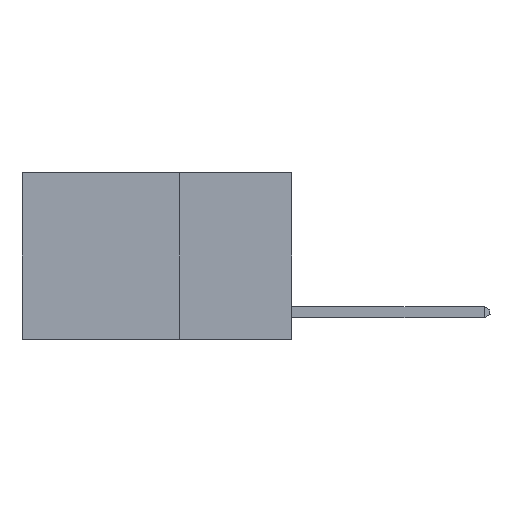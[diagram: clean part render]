
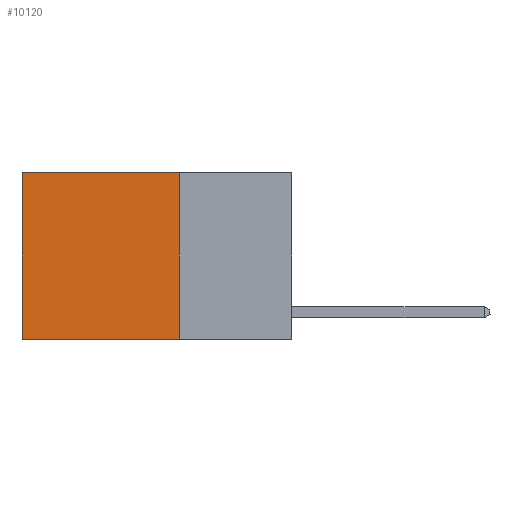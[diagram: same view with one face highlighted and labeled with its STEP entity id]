
A CAD part, left-side view. The second image highlights one B-rep face of the part: STEP entity #10120.
In plain terms, the highlighted planar face has unit normal (-1, 0, 0).
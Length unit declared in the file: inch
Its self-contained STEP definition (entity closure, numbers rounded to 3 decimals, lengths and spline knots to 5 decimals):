
#1507 = EDGE_CURVE ( 'NONE', #26822, #21020, #18796, .T. ) ;
#1585 = CARTESIAN_POINT ( 'NONE',  ( 0.2625, 0.6, 0. ) ) ;
#1699 = VECTOR ( 'NONE', #2498, 39.37008 ) ;
#1705 = PLANE ( 'NONE',  #8906 ) ;
#2498 = DIRECTION ( 'NONE',  ( 0., 0., -1. ) ) ;
#3539 = EDGE_CURVE ( 'NONE', #21924, #21020, #26615, .T. ) ;
#4205 = LINE ( 'NONE', #12686, #10922 ) ;
#5508 = EDGE_CURVE ( 'NONE', #23429, #26822, #19596, .T. ) ;
#5721 = DIRECTION ( 'NONE',  ( 0., 0., -1. ) ) ;
#6294 = CARTESIAN_POINT ( 'NONE',  ( 0.2625, 0.25, 0. ) ) ;
#6502 = VECTOR ( 'NONE', #5721, 39.37008 ) ;
#6847 = CARTESIAN_POINT ( 'NONE',  ( 0.2625, 0.25, 0. ) ) ;
#6900 = VECTOR ( 'NONE', #10150, 39.37008 ) ;
#7578 = ORIENTED_EDGE ( 'NONE', *, *, #1507, .F. ) ;
#8224 = DIRECTION ( 'NONE',  ( 1., 0., 0. ) ) ;
#8906 = AXIS2_PLACEMENT_3D ( 'NONE', #6294, #8224, #18816 ) ;
#9018 = CARTESIAN_POINT ( 'NONE',  ( 0.2625, 0.25, 0. ) ) ;
#9979 = CARTESIAN_POINT ( 'NONE',  ( 0.2625, 0.6, -0.37 ) ) ;
#10120 = ADVANCED_FACE ( 'NONE', ( #17006 ), #1705, .F. ) ;
#10150 = DIRECTION ( 'NONE',  ( 0., 1., 0. ) ) ;
#10922 = VECTOR ( 'NONE', #21144, 39.37008 ) ;
#11731 = ORIENTED_EDGE ( 'NONE', *, *, #3539, .T. ) ;
#12686 = CARTESIAN_POINT ( 'NONE',  ( 0.2625, 0.25, 0. ) ) ;
#13330 = CARTESIAN_POINT ( 'NONE',  ( 0.2625, 0.25, -0.37 ) ) ;
#17006 = FACE_OUTER_BOUND ( 'NONE', #18000, .T. ) ;
#18000 = EDGE_LOOP ( 'NONE', ( #11731, #7578, #22093, #25784 ) ) ;
#18652 = CARTESIAN_POINT ( 'NONE',  ( 0.2625, 0.25, -0.37 ) ) ;
#18796 = LINE ( 'NONE', #18652, #6900 ) ;
#18816 = DIRECTION ( 'NONE',  ( 0., 0., -1. ) ) ;
#19596 = LINE ( 'NONE', #9018, #1699 ) ;
#21020 = VERTEX_POINT ( 'NONE', #9979 ) ;
#21144 = DIRECTION ( 'NONE',  ( 0., 1., 0. ) ) ;
#21924 = VERTEX_POINT ( 'NONE', #1585 ) ;
#22093 = ORIENTED_EDGE ( 'NONE', *, *, #5508, .F. ) ;
#23429 = VERTEX_POINT ( 'NONE', #6847 ) ;
#23897 = EDGE_CURVE ( 'NONE', #23429, #21924, #4205, .T. ) ;
#25784 = ORIENTED_EDGE ( 'NONE', *, *, #23897, .T. ) ;
#26478 = CARTESIAN_POINT ( 'NONE',  ( 0.2625, 0.6, 0. ) ) ;
#26615 = LINE ( 'NONE', #26478, #6502 ) ;
#26822 = VERTEX_POINT ( 'NONE', #13330 ) ;
